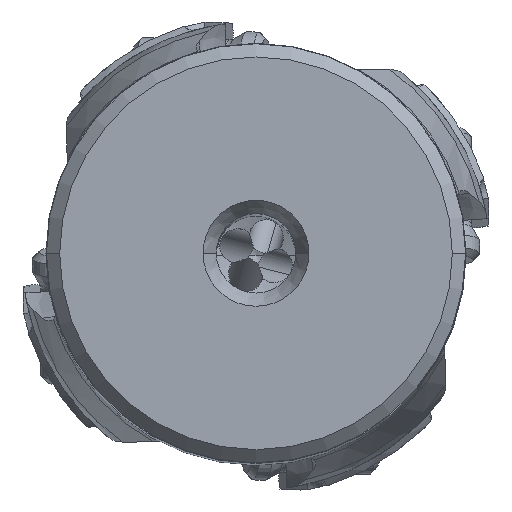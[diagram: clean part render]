
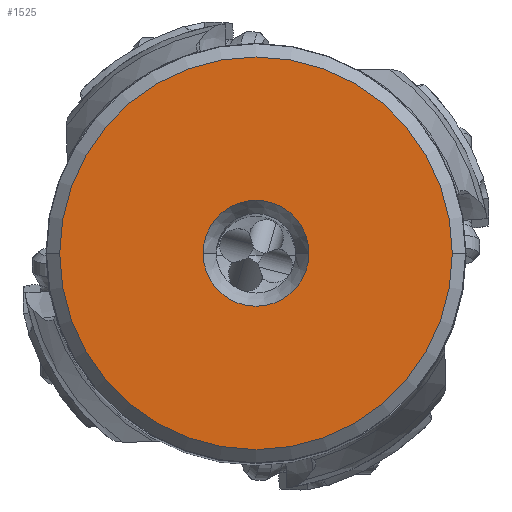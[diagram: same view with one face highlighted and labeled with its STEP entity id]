
A CAD part, top view. The second image highlights one B-rep face of the part: STEP entity #1525.
In plain terms, the highlighted planar face has unit normal (0, 0, 1).
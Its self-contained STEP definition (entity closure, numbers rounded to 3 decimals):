
#1525=ADVANCED_FACE('',(#1943,#1944),#1868,.T.);
#1868=PLANE('',#6902);
#1943=FACE_BOUND('',#1973,.T.);
#1944=FACE_BOUND('',#1974,.T.);
#1973=EDGE_LOOP('',(#2331,#2332));
#1974=EDGE_LOOP('',(#2333,#2334));
#2331=ORIENTED_EDGE('',*,*,#5147,.F.);
#2332=ORIENTED_EDGE('',*,*,#5148,.F.);
#2333=ORIENTED_EDGE('',*,*,#5149,.F.);
#2334=ORIENTED_EDGE('',*,*,#5150,.F.);
#4431=VERTEX_POINT('',#9622);
#4432=VERTEX_POINT('',#9623);
#4433=VERTEX_POINT('',#9626);
#4434=VERTEX_POINT('',#9627);
#5147=EDGE_CURVE('',#4431,#4432,#6197,.T.);
#5148=EDGE_CURVE('',#4432,#4431,#6198,.T.);
#5149=EDGE_CURVE('',#4433,#4434,#6199,.T.);
#5150=EDGE_CURVE('',#4434,#4433,#6200,.T.);
#6197=CIRCLE('',#6898,14.836);
#6198=CIRCLE('',#6899,14.836);
#6199=CIRCLE('',#6900,4.);
#6200=CIRCLE('',#6901,4.);
#6898=AXIS2_PLACEMENT_3D('',#9621,#7753,#7754);
#6899=AXIS2_PLACEMENT_3D('',#9624,#7755,#7756);
#6900=AXIS2_PLACEMENT_3D('',#9625,#7757,#7758);
#6901=AXIS2_PLACEMENT_3D('',#9628,#7759,#7760);
#6902=AXIS2_PLACEMENT_3D('',#9629,#7761,#7762);
#7753=DIRECTION('',(0.,0.,-1.));
#7754=DIRECTION('',(-1.,0.,0.));
#7755=DIRECTION('',(0.,0.,-1.));
#7756=DIRECTION('',(1.,0.,0.));
#7757=DIRECTION('',(0.,0.,1.));
#7758=DIRECTION('',(-1.,0.,0.));
#7759=DIRECTION('',(0.,0.,1.));
#7760=DIRECTION('',(1.,0.,0.));
#7761=DIRECTION('',(0.,0.,1.));
#7762=DIRECTION('',(1.,0.,0.));
#9621=CARTESIAN_POINT('',(0.,0.,0.));
#9622=CARTESIAN_POINT('',(-14.836,0.,0.));
#9623=CARTESIAN_POINT('',(14.836,0.,0.));
#9624=CARTESIAN_POINT('',(0.,0.,0.));
#9625=CARTESIAN_POINT('',(0.,0.,0.));
#9626=CARTESIAN_POINT('',(-4.,0.,0.));
#9627=CARTESIAN_POINT('',(4.,0.,0.));
#9628=CARTESIAN_POINT('',(0.,0.,0.));
#9629=CARTESIAN_POINT('',(0.,0.,0.));
